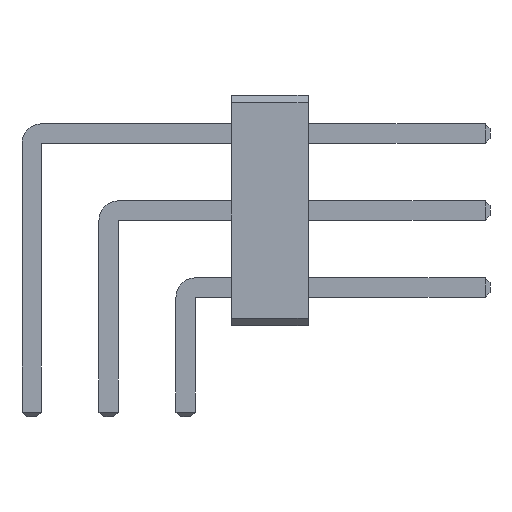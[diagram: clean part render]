
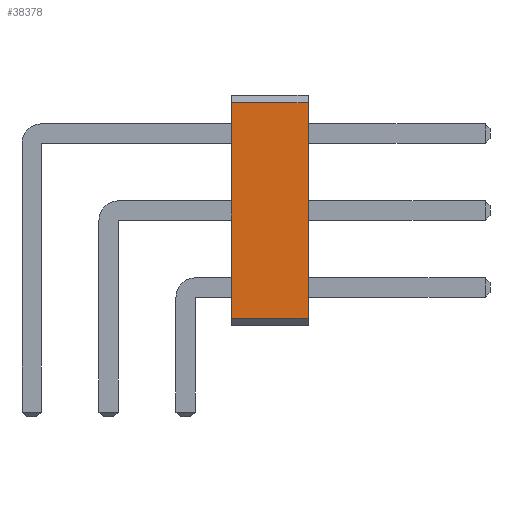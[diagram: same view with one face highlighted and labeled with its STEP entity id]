
A CAD part, front view. The second image highlights one B-rep face of the part: STEP entity #38378.
In plain terms, the highlighted planar face has unit normal (0, -1, 0).
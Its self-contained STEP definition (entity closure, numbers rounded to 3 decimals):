
#38378 = ADVANCED_FACE('',(#38379),#38413,.T.);
#38379 = FACE_BOUND('',#38380,.T.);
#38380 = EDGE_LOOP('',(#38381,#38391,#38399,#38407));
#38381 = ORIENTED_EDGE('',*,*,#38382,.T.);
#38382 = EDGE_CURVE('',#38383,#38385,#38387,.T.);
#38383 = VERTEX_POINT('',#38384);
#38384 = CARTESIAN_POINT('',(6.58,-49.53,0.254));
#38385 = VERTEX_POINT('',#38386);
#38386 = CARTESIAN_POINT('',(9.12,-49.53,0.254));
#38387 = LINE('',#38388,#38389);
#38388 = CARTESIAN_POINT('',(6.58,-49.53,0.254));
#38389 = VECTOR('',#38390,1.);
#38390 = DIRECTION('',(1.,0.,0.));
#38391 = ORIENTED_EDGE('',*,*,#38392,.T.);
#38392 = EDGE_CURVE('',#38385,#38393,#38395,.T.);
#38393 = VERTEX_POINT('',#38394);
#38394 = CARTESIAN_POINT('',(9.12,-49.53,7.366));
#38395 = LINE('',#38396,#38397);
#38396 = CARTESIAN_POINT('',(9.12,-49.53,0.254));
#38397 = VECTOR('',#38398,1.);
#38398 = DIRECTION('',(0.,0.,1.));
#38399 = ORIENTED_EDGE('',*,*,#38400,.F.);
#38400 = EDGE_CURVE('',#38401,#38393,#38403,.T.);
#38401 = VERTEX_POINT('',#38402);
#38402 = CARTESIAN_POINT('',(6.58,-49.53,7.366));
#38403 = LINE('',#38404,#38405);
#38404 = CARTESIAN_POINT('',(6.58,-49.53,7.366));
#38405 = VECTOR('',#38406,1.);
#38406 = DIRECTION('',(1.,0.,0.));
#38407 = ORIENTED_EDGE('',*,*,#38408,.F.);
#38408 = EDGE_CURVE('',#38383,#38401,#38409,.T.);
#38409 = LINE('',#38410,#38411);
#38410 = CARTESIAN_POINT('',(6.58,-49.53,0.254));
#38411 = VECTOR('',#38412,1.);
#38412 = DIRECTION('',(0.,0.,1.));
#38413 = PLANE('',#38414);
#38414 = AXIS2_PLACEMENT_3D('',#38415,#38416,#38417);
#38415 = CARTESIAN_POINT('',(6.58,-49.53,0.254));
#38416 = DIRECTION('',(0.,-1.,0.));
#38417 = DIRECTION('',(0.,0.,1.));
